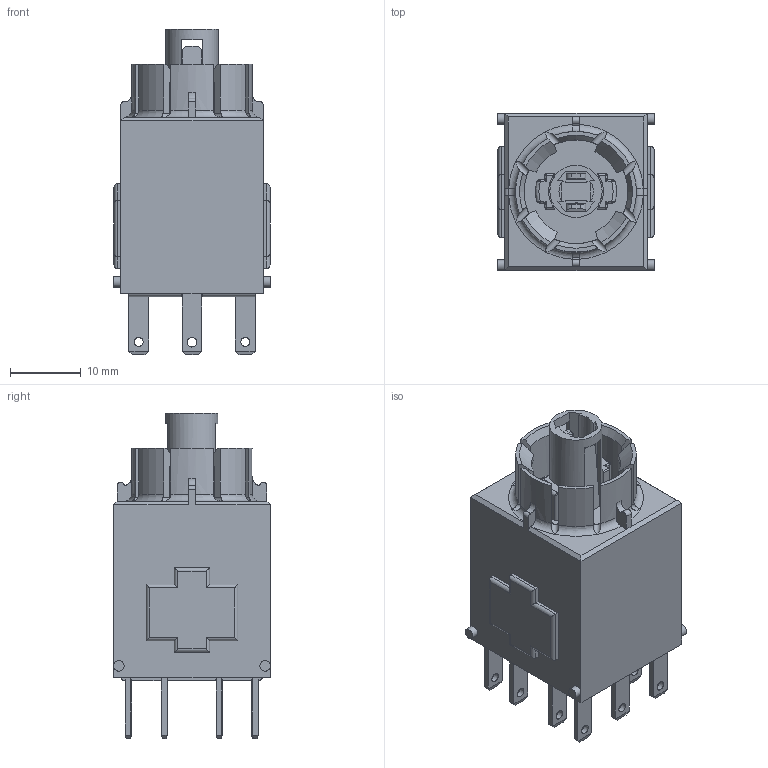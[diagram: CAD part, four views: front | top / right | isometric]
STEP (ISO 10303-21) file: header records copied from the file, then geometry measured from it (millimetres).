
FILE_DESCRIPTION(/* description */ (''),/* implementation_level */ '2;1');
FILE_NAME(/* name */ 'AFL2.stp',/* time_stamp */ '2018-10-26T08:50:15+02:00',/* author */ ('ahoffmann'),/* organization */ (''),/* preprocessor_version */ 'ST-DEVELOPER v16.1',/* originating_system */ 'Autodesk Inventor 2016',/* authorisation */ '');
FILE_SCHEMA (('AUTOMOTIVE_DESIGN { 1 0 10303 214 3 1 1 }'));
Length unit declared in the file: centimetre
Products named in the file (1): AFL2_vereinfacht
Bounding box: 22.2 x 22.2 x 46.15 mm (x, y, z)
Volume: 12357.3 mm3; surface area: 5374.7 mm2
Topology: 1 solids, 1 shells, 1236 faces, 3495 edges, 2276 vertices
Faces by surface type: plane 1082, cylinder 102, torus 22, bspline 16, cone 10, sphere 4
Full cylindrical faces by diameter (mm): 1.3 x8, 1.35 x2, 1.5 x4, 7.4 x1, 14.7 x1
Entity records: 39989 total; most frequent: CARTESIAN_POINT 8268, ORIENTED_EDGE 6918, DIRECTION 5987, EDGE_CURVE 3459, LINE 3097, VECTOR 3097, VERTEX_POINT 2270, AXIS2_PLACEMENT_3D 1445
